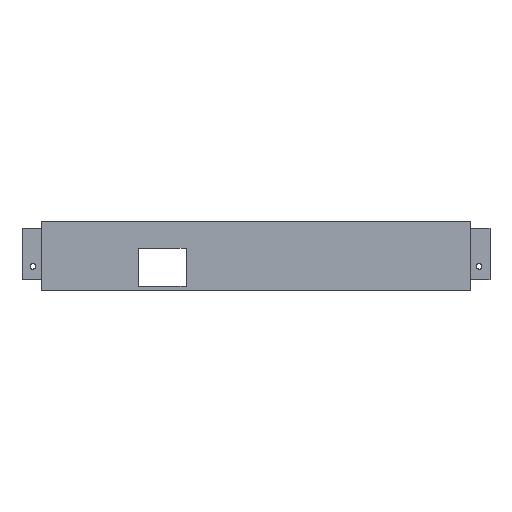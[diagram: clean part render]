
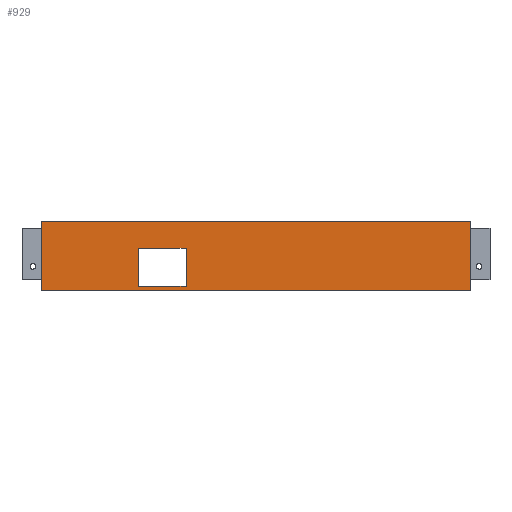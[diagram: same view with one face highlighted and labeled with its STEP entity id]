
A CAD part, top view. The second image highlights one B-rep face of the part: STEP entity #929.
In plain terms, the highlighted planar face has unit normal (0, 0, 1).
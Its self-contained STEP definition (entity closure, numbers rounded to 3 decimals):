
#66 = CARTESIAN_POINT ( 'NONE',  ( -25.7, 1.6, 1.6 ) ) ;
#72 = VECTOR ( 'NONE', #191, 1000. ) ;
#91 = CARTESIAN_POINT ( 'NONE',  ( -43.2, 1.6, 1.6 ) ) ;
#142 = EDGE_LOOP ( 'NONE', ( #1196, #676, #822, #171 ) ) ;
#146 = FACE_BOUND ( 'NONE', #898, .T. ) ;
#151 = FACE_OUTER_BOUND ( 'NONE', #142, .T. ) ;
#158 = AXIS2_PLACEMENT_3D ( 'NONE', #461, #558, #564 ) ;
#160 = VECTOR ( 'NONE', #1049, 1000. ) ;
#162 = ORIENTED_EDGE ( 'NONE', *, *, #876, .F. ) ;
#171 = ORIENTED_EDGE ( 'NONE', *, *, #1258, .T. ) ;
#191 = DIRECTION ( 'NONE',  ( 1., 0., 0. ) ) ;
#203 = CARTESIAN_POINT ( 'NONE',  ( -79., 25.6, 1.6 ) ) ;
#213 = VERTEX_POINT ( 'NONE', #574 ) ;
#231 = LINE ( 'NONE', #1134, #160 ) ;
#248 = DIRECTION ( 'NONE',  ( -1., 0., 0. ) ) ;
#253 = EDGE_CURVE ( 'NONE', #627, #213, #384, .T. ) ;
#261 = VERTEX_POINT ( 'NONE', #203 ) ;
#282 = EDGE_CURVE ( 'NONE', #321, #644, #589, .T. ) ;
#291 = VECTOR ( 'NONE', #637, 1000. ) ;
#321 = VERTEX_POINT ( 'NONE', #510 ) ;
#345 = CARTESIAN_POINT ( 'NONE',  ( -25.7, 15.6, 1.6 ) ) ;
#362 = CARTESIAN_POINT ( 'NONE',  ( -43.2, 15.6, 1.6 ) ) ;
#384 = LINE ( 'NONE', #685, #426 ) ;
#390 = CARTESIAN_POINT ( 'NONE',  ( -43.2, 15.6, 1.6 ) ) ;
#401 = LINE ( 'NONE', #390, #953 ) ;
#426 = VECTOR ( 'NONE', #1225, 1000. ) ;
#435 = LINE ( 'NONE', #345, #291 ) ;
#439 = VERTEX_POINT ( 'NONE', #1147 ) ;
#441 = PLANE ( 'NONE',  #158 ) ;
#461 = CARTESIAN_POINT ( 'NONE',  ( 0., 0., 1.6 ) ) ;
#510 = CARTESIAN_POINT ( 'NONE',  ( -43.2, 1.6, 1.6 ) ) ;
#531 = ORIENTED_EDGE ( 'NONE', *, *, #1110, .F. ) ;
#558 = DIRECTION ( 'NONE',  ( 0., 0., 1. ) ) ;
#564 = DIRECTION ( 'NONE',  ( 1., 0., 0. ) ) ;
#574 = CARTESIAN_POINT ( 'NONE',  ( 79., 25.6, 1.6 ) ) ;
#589 = LINE ( 'NONE', #91, #72 ) ;
#614 = VECTOR ( 'NONE', #248, 1000. ) ;
#627 = VERTEX_POINT ( 'NONE', #1011 ) ;
#637 = DIRECTION ( 'NONE',  ( 0., 1., 0. ) ) ;
#644 = VERTEX_POINT ( 'NONE', #66 ) ;
#647 = CARTESIAN_POINT ( 'NONE',  ( -79., 0., 1.6 ) ) ;
#657 = ORIENTED_EDGE ( 'NONE', *, *, #282, .F. ) ;
#676 = ORIENTED_EDGE ( 'NONE', *, *, #1079, .T. ) ;
#679 = DIRECTION ( 'NONE',  ( 0., -1., 0. ) ) ;
#685 = CARTESIAN_POINT ( 'NONE',  ( 79., 25.6, 1.6 ) ) ;
#723 = EDGE_CURVE ( 'NONE', #1240, #321, #401, .T. ) ;
#745 = LINE ( 'NONE', #362, #614 ) ;
#768 = LINE ( 'NONE', #1089, #1057 ) ;
#806 = DIRECTION ( 'NONE',  ( 0., -1., 0. ) ) ;
#822 = ORIENTED_EDGE ( 'NONE', *, *, #253, .T. ) ;
#871 = VERTEX_POINT ( 'NONE', #647 ) ;
#876 = EDGE_CURVE ( 'NONE', #439, #1240, #745, .T. ) ;
#898 = EDGE_LOOP ( 'NONE', ( #1005, #162, #531, #657 ) ) ;
#927 = LINE ( 'NONE', #1331, #1163 ) ;
#929 = ADVANCED_FACE ( 'NONE', ( #146, #151 ), #441, .T. ) ;
#953 = VECTOR ( 'NONE', #806, 1000. ) ;
#985 = CARTESIAN_POINT ( 'NONE',  ( -43.2, 15.6, 1.6 ) ) ;
#986 = EDGE_CURVE ( 'NONE', #261, #871, #927, .T. ) ;
#1005 = ORIENTED_EDGE ( 'NONE', *, *, #723, .F. ) ;
#1011 = CARTESIAN_POINT ( 'NONE',  ( 79., 0., 1.6 ) ) ;
#1049 = DIRECTION ( 'NONE',  ( 1., 0., 0. ) ) ;
#1057 = VECTOR ( 'NONE', #1167, 1000. ) ;
#1079 = EDGE_CURVE ( 'NONE', #871, #627, #231, .T. ) ;
#1089 = CARTESIAN_POINT ( 'NONE',  ( -79., 25.6, 1.6 ) ) ;
#1110 = EDGE_CURVE ( 'NONE', #644, #439, #435, .T. ) ;
#1134 = CARTESIAN_POINT ( 'NONE',  ( -79., 0., 1.6 ) ) ;
#1147 = CARTESIAN_POINT ( 'NONE',  ( -25.7, 15.6, 1.6 ) ) ;
#1163 = VECTOR ( 'NONE', #679, 1000. ) ;
#1167 = DIRECTION ( 'NONE',  ( -1., 0., 0. ) ) ;
#1196 = ORIENTED_EDGE ( 'NONE', *, *, #986, .T. ) ;
#1225 = DIRECTION ( 'NONE',  ( 0., 1., 0. ) ) ;
#1240 = VERTEX_POINT ( 'NONE', #985 ) ;
#1258 = EDGE_CURVE ( 'NONE', #213, #261, #768, .T. ) ;
#1331 = CARTESIAN_POINT ( 'NONE',  ( -79., 25.6, 1.6 ) ) ;
